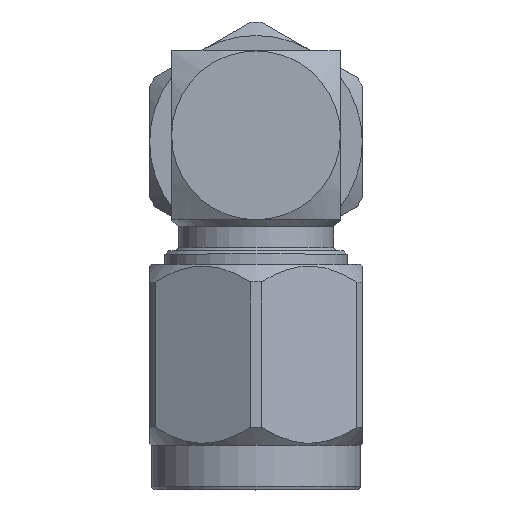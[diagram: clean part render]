
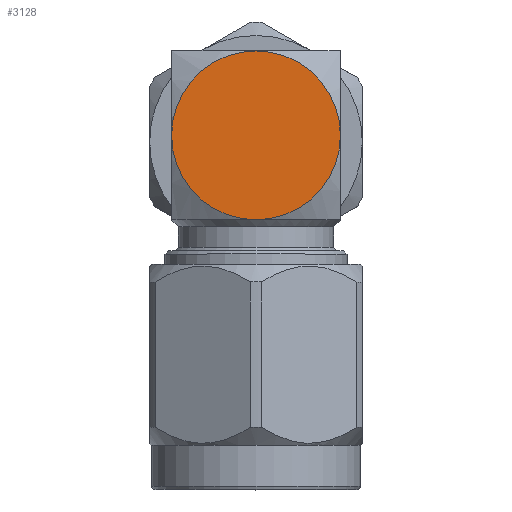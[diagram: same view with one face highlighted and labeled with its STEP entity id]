
A CAD part, top view. The second image highlights one B-rep face of the part: STEP entity #3128.
In plain terms, the highlighted face is planar.
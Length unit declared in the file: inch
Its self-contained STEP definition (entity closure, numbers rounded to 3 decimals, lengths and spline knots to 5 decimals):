
#62 = FACE_OUTER_BOUND ( 'NONE', #9609, .T. ) ;
#438 = DIRECTION ( 'NONE',  ( -1., 0., 0. ) ) ;
#852 = EDGE_CURVE ( 'NONE', #6472, #4252, #11881, .T. ) ;
#2096 = ORIENTED_EDGE ( 'NONE', *, *, #9452, .T. ) ;
#2890 = CARTESIAN_POINT ( 'NONE',  ( -0.125, -0.48523, -0.125 ) ) ;
#3128 = ADVANCED_FACE ( 'NONE', ( #62 ), #10542, .T. ) ;
#3728 = DIRECTION ( 'NONE',  ( 0., 0., 1. ) ) ;
#4187 = CIRCLE ( 'NONE', #5786, 0.125 ) ;
#4252 = VERTEX_POINT ( 'NONE', #2890 ) ;
#4665 = DIRECTION ( 'NONE',  ( -1., 0., 0. ) ) ;
#4973 = CARTESIAN_POINT ( 'NONE',  ( -0.125, -0.48523, 0. ) ) ;
#5468 = DIRECTION ( 'NONE',  ( 0., 0., 1. ) ) ;
#5786 = AXIS2_PLACEMENT_3D ( 'NONE', #4973, #438, #8000 ) ;
#6396 = AXIS2_PLACEMENT_3D ( 'NONE', #9378, #10136, #5468 ) ;
#6431 = CARTESIAN_POINT ( 'NONE',  ( -0.125, -0.48523, 0.125 ) ) ;
#6472 = VERTEX_POINT ( 'NONE', #6431 ) ;
#8000 = DIRECTION ( 'NONE',  ( 0., 0., 1. ) ) ;
#9378 = CARTESIAN_POINT ( 'NONE',  ( -0.125, -0.48523, 0. ) ) ;
#9452 = EDGE_CURVE ( 'NONE', #4252, #6472, #4187, .T. ) ;
#9609 = EDGE_LOOP ( 'NONE', ( #2096, #9771 ) ) ;
#9771 = ORIENTED_EDGE ( 'NONE', *, *, #852, .T. ) ;
#10037 = AXIS2_PLACEMENT_3D ( 'NONE', #10726, #4665, #3728 ) ;
#10136 = DIRECTION ( 'NONE',  ( -1., 0., 0. ) ) ;
#10542 = PLANE ( 'NONE',  #10037 ) ;
#10726 = CARTESIAN_POINT ( 'NONE',  ( -0.125, -0.36023, -0.125 ) ) ;
#11881 = CIRCLE ( 'NONE', #6396, 0.125 ) ;
